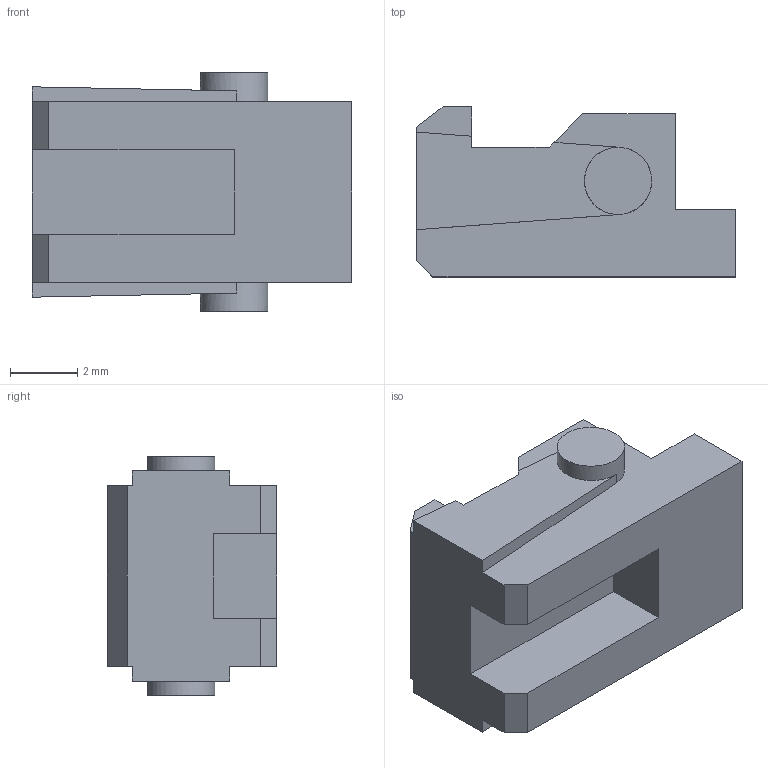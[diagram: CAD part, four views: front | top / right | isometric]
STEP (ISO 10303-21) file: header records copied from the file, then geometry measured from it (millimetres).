
FILE_DESCRIPTION(/* description */ (''),/* implementation_level */ '2;1');
FILE_NAME(/* name */ '100070208ugm000_b.stp',/* time_stamp */ '2015-03-13T08:26:34+01:00',/* author */ (''),/* organization */ (''),/* preprocessor_version */ 'ST-DEVELOPER v15',/* originating_system */ 'SIEMENS PLM Software NX 8.5',/* authorisation */ '');
FILE_SCHEMA (('AUTOMOTIVE_DESIGN { 1 0 10303 214 3 1 1 1 }'));
Length unit declared in the file: millimetre
Products named in the file (1): 100070208ugm000_b
Bounding box: 9.5 x 5.05 x 7.08 mm (x, y, z)
Volume: 184.5 mm3; surface area: 283.9 mm2
Topology: 1 solids, 1 shells, 37 faces, 103 edges, 70 vertices
Faces by surface type: plane 35, cylinder 2
Full cylindrical faces by diameter (mm): 2 x2
Entity records: 1209 total; most frequent: CARTESIAN_POINT 221, ORIENTED_EDGE 202, DIRECTION 179, EDGE_CURVE 101, LINE 95, VECTOR 95, VERTEX_POINT 68, AXIS2_PLACEMENT_3D 42
